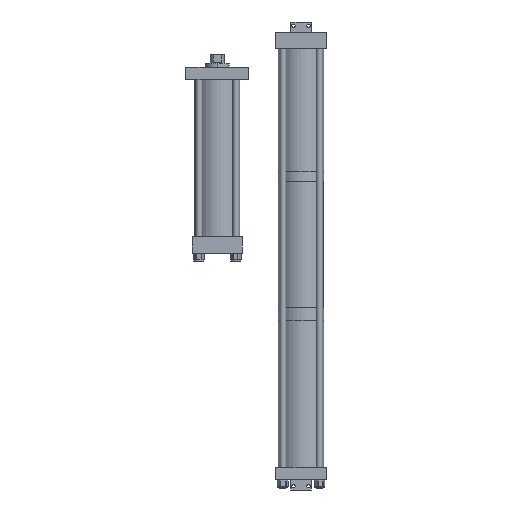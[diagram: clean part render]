
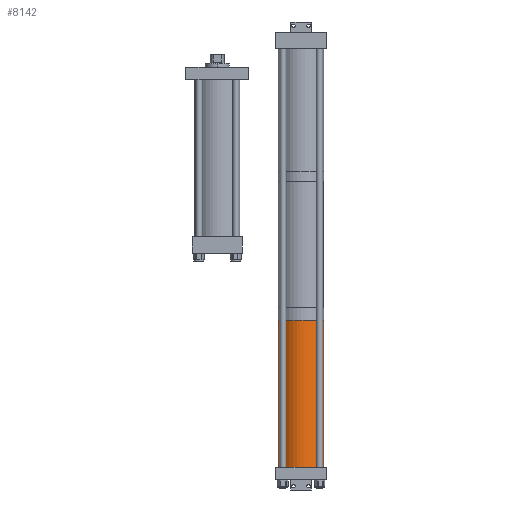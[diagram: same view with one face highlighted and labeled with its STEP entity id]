
A CAD part, front view. The second image highlights one B-rep face of the part: STEP entity #8142.
In plain terms, the highlighted cylindrical face has radius 57.15 mm (diameter 114.3 mm), a partial arc.
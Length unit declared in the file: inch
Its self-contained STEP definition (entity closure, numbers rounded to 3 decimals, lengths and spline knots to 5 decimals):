
#423 = ORIENTED_EDGE ( 'NONE', *, *, #5027, .F. ) ;
#893 = VERTEX_POINT ( 'NONE', #5547 ) ;
#2070 = AXIS2_PLACEMENT_3D ( 'NONE', #3695, #8374, #12798 ) ;
#2138 = AXIS2_PLACEMENT_3D ( 'NONE', #2920, #9874, #5275 ) ;
#2291 = CARTESIAN_POINT ( 'NONE',  ( -2.25, 0., 14.64 ) ) ;
#2790 = CYLINDRICAL_SURFACE ( 'NONE', #11154, 2.25 ) ;
#2920 = CARTESIAN_POINT ( 'NONE',  ( 0., 0., 14.64 ) ) ;
#3173 = ORIENTED_EDGE ( 'NONE', *, *, #10329, .T. ) ;
#3216 = CIRCLE ( 'NONE', #2070, 2.25 ) ;
#3695 = CARTESIAN_POINT ( 'NONE',  ( 0., 0., 0. ) ) ;
#4403 = DIRECTION ( 'NONE',  ( 0., 0., -1. ) ) ;
#4528 = VECTOR ( 'NONE', #10111, 39.37008 ) ;
#4838 = VERTEX_POINT ( 'NONE', #10581 ) ;
#5027 = EDGE_CURVE ( 'NONE', #5495, #6806, #5206, .T. ) ;
#5206 = CIRCLE ( 'NONE', #2138, 2.25 ) ;
#5275 = DIRECTION ( 'NONE',  ( 1., 0., 0. ) ) ;
#5495 = VERTEX_POINT ( 'NONE', #2291 ) ;
#5547 = CARTESIAN_POINT ( 'NONE',  ( -2.25, 0., 0. ) ) ;
#6460 = LINE ( 'NONE', #12206, #4528 ) ;
#6630 = DIRECTION ( 'NONE',  ( 0., 0., -1. ) ) ;
#6661 = CARTESIAN_POINT ( 'NONE',  ( 2.25, 0., 14.64 ) ) ;
#6720 = FACE_OUTER_BOUND ( 'NONE', #10811, .T. ) ;
#6806 = VERTEX_POINT ( 'NONE', #6661 ) ;
#7381 = ORIENTED_EDGE ( 'NONE', *, *, #9634, .T. ) ;
#8142 = ADVANCED_FACE ( 'NONE', ( #6720 ), #2790, .T. ) ;
#8374 = DIRECTION ( 'NONE',  ( 0., 0., 1. ) ) ;
#8996 = CARTESIAN_POINT ( 'NONE',  ( 2.25, 0., 14.64 ) ) ;
#9634 = EDGE_CURVE ( 'NONE', #893, #4838, #3216, .T. ) ;
#9874 = DIRECTION ( 'NONE',  ( 0., 0., 1. ) ) ;
#10067 = CARTESIAN_POINT ( 'NONE',  ( 0., 0., 14.64 ) ) ;
#10111 = DIRECTION ( 'NONE',  ( 0., 0., -1. ) ) ;
#10329 = EDGE_CURVE ( 'NONE', #5495, #893, #6460, .T. ) ;
#10581 = CARTESIAN_POINT ( 'NONE',  ( 2.25, 0., 0. ) ) ;
#10811 = EDGE_LOOP ( 'NONE', ( #11241, #423, #3173, #7381 ) ) ;
#11154 = AXIS2_PLACEMENT_3D ( 'NONE', #10067, #6630, #11216 ) ;
#11216 = DIRECTION ( 'NONE',  ( -1., 0., 0. ) ) ;
#11241 = ORIENTED_EDGE ( 'NONE', *, *, #12543, .F. ) ;
#12155 = LINE ( 'NONE', #8996, #14335 ) ;
#12206 = CARTESIAN_POINT ( 'NONE',  ( -2.25, 0., 14.64 ) ) ;
#12543 = EDGE_CURVE ( 'NONE', #6806, #4838, #12155, .T. ) ;
#12798 = DIRECTION ( 'NONE',  ( 1., 0., 0. ) ) ;
#14335 = VECTOR ( 'NONE', #4403, 39.37008 ) ;
